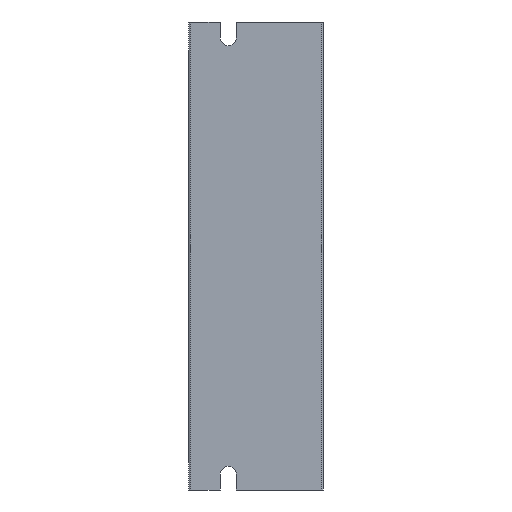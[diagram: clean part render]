
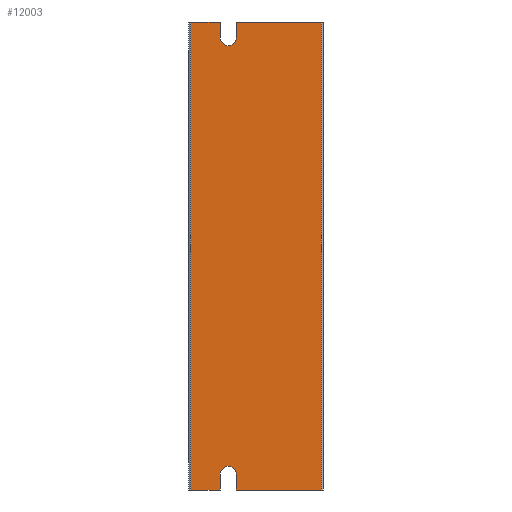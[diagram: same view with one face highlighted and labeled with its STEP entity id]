
A CAD part, left-side view. The second image highlights one B-rep face of the part: STEP entity #12003.
In plain terms, the highlighted planar face has unit normal (-1, 0, 0).
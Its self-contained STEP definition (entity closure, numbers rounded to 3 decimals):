
#24=DIRECTION('',(0.,-1.,0.));
#25=VECTOR('',#24,7.5);
#26=CARTESIAN_POINT('',(-3.5,21.5,0.));
#27=LINE('',#26,#25);
#32=DIRECTION('',(0.,-1.,0.));
#33=VECTOR('',#32,21.5);
#34=CARTESIAN_POINT('',(-3.5,10.,0.));
#35=LINE('',#34,#33);
#2130=CARTESIAN_POINT('',(-3.5,12.,114.));
#2131=DIRECTION('',(-1.,0.,0.));
#2132=DIRECTION('',(0.,1.,0.));
#2133=AXIS2_PLACEMENT_3D('',#2130,#2131,#2132);
#2135=DIRECTION('',(0.,0.,-1.));
#2136=VECTOR('',#2135,4.);
#2137=CARTESIAN_POINT('',(-3.5,10.,118.));
#2138=LINE('',#2137,#2136);
#2139=DIRECTION('',(0.,0.,1.));
#2140=VECTOR('',#2139,4.);
#2141=CARTESIAN_POINT('',(-3.5,10.,0.));
#2142=LINE('',#2141,#2140);
#2143=CARTESIAN_POINT('',(-3.5,12.,4.));
#2144=DIRECTION('',(-1.,0.,0.));
#2145=DIRECTION('',(0.,-1.,0.));
#2146=AXIS2_PLACEMENT_3D('',#2143,#2144,#2145);
#2148=DIRECTION('',(0.,0.,1.));
#2149=VECTOR('',#2148,4.);
#2150=CARTESIAN_POINT('',(-3.5,14.,0.));
#2151=LINE('',#2150,#2149);
#2152=DIRECTION('',(0.,0.,1.));
#2153=VECTOR('',#2152,118.);
#2154=CARTESIAN_POINT('',(-3.5,21.5,0.));
#2155=LINE('',#2154,#2153);
#2156=DIRECTION('',(0.,0.,-1.));
#2157=VECTOR('',#2156,4.);
#2158=CARTESIAN_POINT('',(-3.5,14.,118.));
#2159=LINE('',#2158,#2157);
#4288=DIRECTION('',(0.,-1.,0.));
#4289=VECTOR('',#4288,21.5);
#4290=CARTESIAN_POINT('',(-3.5,10.,118.));
#4291=LINE('',#4290,#4289);
#4296=DIRECTION('',(0.,-1.,0.));
#4297=VECTOR('',#4296,7.5);
#4298=CARTESIAN_POINT('',(-3.5,21.5,118.));
#4299=LINE('',#4298,#4297);
#8384=DIRECTION('',(0.,0.,1.));
#8385=VECTOR('',#8384,118.);
#8386=CARTESIAN_POINT('',(-3.5,-11.5,0.));
#8387=LINE('',#8386,#8385);
#8430=CARTESIAN_POINT('',(-3.5,21.5,0.));
#8431=VERTEX_POINT('',#8430);
#8432=CARTESIAN_POINT('',(-3.5,-11.5,0.));
#8434=VERTEX_POINT('',#8432);
#9474=CARTESIAN_POINT('',(-3.5,21.5,118.));
#9475=VERTEX_POINT('',#9474);
#9476=CARTESIAN_POINT('',(-3.5,-11.5,118.));
#9478=VERTEX_POINT('',#9476);
#10860=CARTESIAN_POINT('',(-3.5,14.,0.));
#10862=VERTEX_POINT('',#10860);
#10864=CARTESIAN_POINT('',(-3.5,10.,0.));
#10866=VERTEX_POINT('',#10864);
#10868=CARTESIAN_POINT('',(-3.5,10.,118.));
#10870=VERTEX_POINT('',#10868);
#10872=CARTESIAN_POINT('',(-3.5,14.,118.));
#10874=VERTEX_POINT('',#10872);
#10884=CARTESIAN_POINT('',(-3.5,14.,114.));
#10885=CARTESIAN_POINT('',(-3.5,10.,114.));
#10886=VERTEX_POINT('',#10884);
#10887=VERTEX_POINT('',#10885);
#10888=CARTESIAN_POINT('',(-3.5,14.,4.));
#10889=VERTEX_POINT('',#10888);
#10890=CARTESIAN_POINT('',(-3.5,10.,4.));
#10891=VERTEX_POINT('',#10890);
#11975=CARTESIAN_POINT('',(-3.5,21.5,0.));
#11976=DIRECTION('',(-1.,0.,0.));
#11977=DIRECTION('',(0.,-1.,0.));
#11978=AXIS2_PLACEMENT_3D('',#11975,#11976,#11977);
#11979=PLANE('',#11978);
#11981=ORIENTED_EDGE('',*,*,#11980,.T.);
#11983=ORIENTED_EDGE('',*,*,#11982,.F.);
#11985=ORIENTED_EDGE('',*,*,#11984,.T.);
#11987=ORIENTED_EDGE('',*,*,#11986,.F.);
#11988=ORIENTED_EDGE('',*,*,#10919,.F.);
#11990=ORIENTED_EDGE('',*,*,#11989,.T.);
#11992=ORIENTED_EDGE('',*,*,#11991,.T.);
#11993=ORIENTED_EDGE('',*,*,#11966,.F.);
#11994=ORIENTED_EDGE('',*,*,#10907,.F.);
#11996=ORIENTED_EDGE('',*,*,#11995,.T.);
#11998=ORIENTED_EDGE('',*,*,#11997,.T.);
#12000=ORIENTED_EDGE('',*,*,#11999,.T.);
#12001=EDGE_LOOP('',(#11981,#11983,#11985,#11987,#11988,#11990,#11992,#11993,
#11994,#11996,#11998,#12000));
#12002=FACE_OUTER_BOUND('',#12001,.F.);
#12003=ADVANCED_FACE('',(#12002),#11979,.T.);
#2134=CIRCLE('',#2133,2.);
#2147=CIRCLE('',#2146,2.);
#10907=EDGE_CURVE('',#8431,#10862,#27,.T.);
#10919=EDGE_CURVE('',#10866,#8434,#35,.T.);
#11966=EDGE_CURVE('',#10862,#10889,#2151,.T.);
#11980=EDGE_CURVE('',#10886,#10887,#2134,.T.);
#11982=EDGE_CURVE('',#10870,#10887,#2138,.T.);
#11984=EDGE_CURVE('',#10870,#9478,#4291,.T.);
#11986=EDGE_CURVE('',#8434,#9478,#8387,.T.);
#11989=EDGE_CURVE('',#10866,#10891,#2142,.T.);
#11991=EDGE_CURVE('',#10891,#10889,#2147,.T.);
#11995=EDGE_CURVE('',#8431,#9475,#2155,.T.);
#11997=EDGE_CURVE('',#9475,#10874,#4299,.T.);
#11999=EDGE_CURVE('',#10874,#10886,#2159,.T.);
